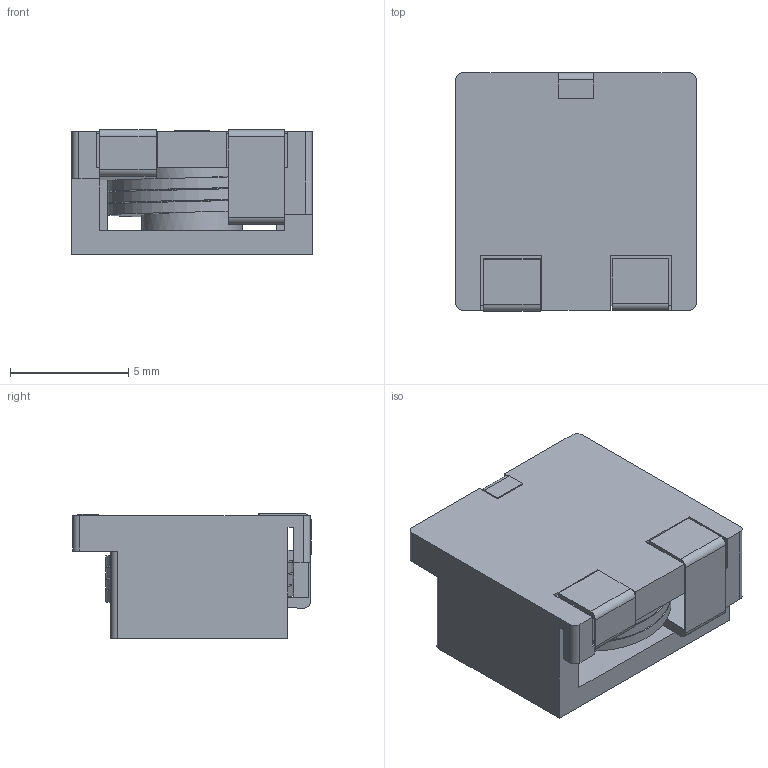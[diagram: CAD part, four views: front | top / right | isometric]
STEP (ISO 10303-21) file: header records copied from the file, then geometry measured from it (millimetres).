
FILE_DESCRIPTION(/* description */ ('Unknown'),/* implementation_level */ '2;1');
FILE_NAME(/* name */ 'HM65 Mini',/* time_stamp */ '2021-12-29T14:48:34+08:00',/* author */ ('Unknown'),/* organization */ ('Unknown'),/* preprocessor_version */ 'ST-DEVELOPER v16.7',/* originating_system */ 'Solid Edge',/* authorisation */ 'Unknown');
FILE_SCHEMA (('AUTOMOTIVE_DESIGN {1 0 10303 214 3 1 1}'));
Length unit declared in the file: millimetre
Products named in the file (1): HM65 Mini
Bounding box: 10.18 x 10.1 x 5.29 mm (x, y, z)
Volume: 376.5 mm3; surface area: 847.3 mm2
Topology: 1 solids, 1 shells, 365 faces, 1017 edges, 675 vertices
Faces by surface type: plane 309, bspline 41, cylinder 15
Full cylindrical faces by diameter (mm): 4.255 x4
Entity records: 15117 total; most frequent: CARTESIAN_POINT 3916, ORIENTED_EDGE 2004, DIRECTION 1400, EDGE_CURVE 1002, LINE 694, VECTOR 694, VERTEX_POINT 669, EDGE_LOOP 407
